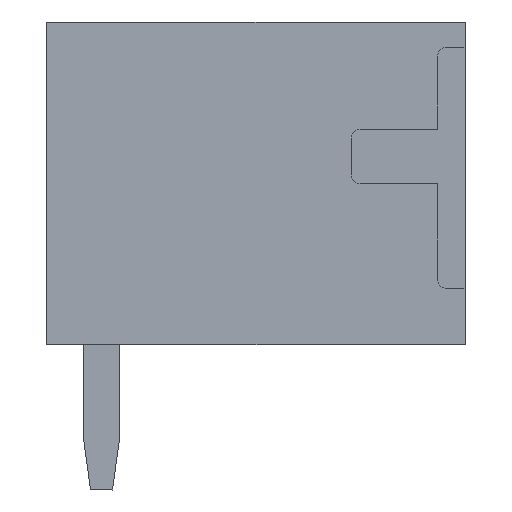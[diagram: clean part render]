
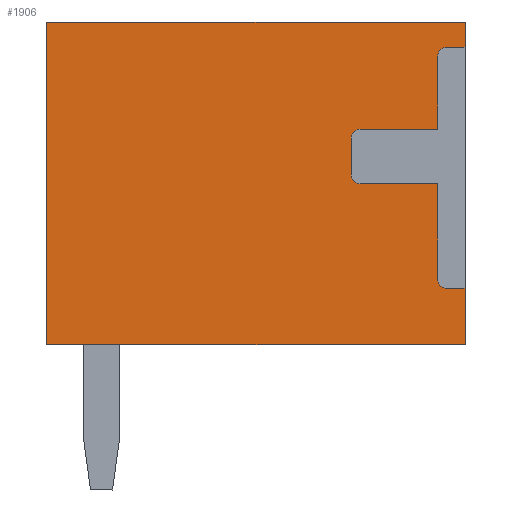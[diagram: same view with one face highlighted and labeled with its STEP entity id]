
A CAD part, left-side view. The second image highlights one B-rep face of the part: STEP entity #1906.
In plain terms, the highlighted planar face has unit normal (-1, 0, 0).
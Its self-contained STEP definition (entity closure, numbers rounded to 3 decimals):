
#1806=AXIS2_PLACEMENT_3D('Plane Axis2P3D',#1803,#1804,#1805) ;
#1822=AXIS2_PLACEMENT_3D('Circle Axis2P3D',#1820,#1821,$) ;
#1843=AXIS2_PLACEMENT_3D('Circle Axis2P3D',#1841,#1842,$) ;
#1857=AXIS2_PLACEMENT_3D('Circle Axis2P3D',#1855,#1856,$) ;
#1878=AXIS2_PLACEMENT_3D('Circle Axis2P3D',#1876,#1877,$) ;
#77=CARTESIAN_POINT('Vertex',(0.3,0.,10.3)) ;
#80=CARTESIAN_POINT('Line Origine',(0.3,0.,10.02)) ;
#84=CARTESIAN_POINT('Vertex',(0.3,0.,9.74)) ;
#105=CARTESIAN_POINT('Vertex',(0.3,0.,4.44)) ;
#108=CARTESIAN_POINT('Line Origine',(0.3,0.,3.82)) ;
#112=CARTESIAN_POINT('Vertex',(0.3,0.,3.2)) ;
#1405=CARTESIAN_POINT('Vertex',(0.3,9.2,10.3)) ;
#1408=CARTESIAN_POINT('Line Origine',(0.3,4.6,10.3)) ;
#1719=CARTESIAN_POINT('Line Origine',(0.3,4.6,3.2)) ;
#1723=CARTESIAN_POINT('Vertex',(0.3,9.2,3.2)) ;
#1803=CARTESIAN_POINT('Axis2P3D Location',(0.3,0.,0.)) ;
#1808=CARTESIAN_POINT('Line Origine',(0.3,9.2,6.75)) ;
#1813=CARTESIAN_POINT('Line Origine',(0.3,0.2,4.44)) ;
#1817=CARTESIAN_POINT('Vertex',(0.3,0.4,4.44)) ;
#1820=CARTESIAN_POINT('Axis2P3D Location',(0.3,0.4,4.64)) ;
#1824=CARTESIAN_POINT('Vertex',(0.3,0.6,4.64)) ;
#1827=CARTESIAN_POINT('Line Origine',(0.3,0.6,5.69)) ;
#1831=CARTESIAN_POINT('Vertex',(0.3,0.6,6.74)) ;
#1834=CARTESIAN_POINT('Line Origine',(0.3,1.45,6.74)) ;
#1838=CARTESIAN_POINT('Vertex',(0.3,2.3,6.74)) ;
#1841=CARTESIAN_POINT('Axis2P3D Location',(0.3,2.3,6.94)) ;
#1845=CARTESIAN_POINT('Vertex',(0.3,2.5,6.94)) ;
#1848=CARTESIAN_POINT('Line Origine',(0.3,2.5,7.34)) ;
#1852=CARTESIAN_POINT('Vertex',(0.3,2.5,7.74)) ;
#1855=CARTESIAN_POINT('Axis2P3D Location',(0.3,2.3,7.74)) ;
#1859=CARTESIAN_POINT('Vertex',(0.3,2.3,7.94)) ;
#1862=CARTESIAN_POINT('Line Origine',(0.3,1.45,7.94)) ;
#1866=CARTESIAN_POINT('Vertex',(0.3,0.6,7.94)) ;
#1869=CARTESIAN_POINT('Line Origine',(0.3,0.6,8.74)) ;
#1873=CARTESIAN_POINT('Vertex',(0.3,0.6,9.54)) ;
#1876=CARTESIAN_POINT('Axis2P3D Location',(0.3,0.4,9.54)) ;
#1880=CARTESIAN_POINT('Vertex',(0.3,0.4,9.74)) ;
#1883=CARTESIAN_POINT('Line Origine',(0.3,0.2,9.74)) ;
#81=DIRECTION('Vector Direction',(0.,0.,-1.)) ;
#109=DIRECTION('Vector Direction',(0.,0.,-1.)) ;
#1409=DIRECTION('Vector Direction',(0.,-1.,0.)) ;
#1720=DIRECTION('Vector Direction',(0.,1.,0.)) ;
#1804=DIRECTION('Axis2P3D Direction',(-1.,0.,0.)) ;
#1805=DIRECTION('Axis2P3D XDirection',(0.,-1.,0.)) ;
#1809=DIRECTION('Vector Direction',(0.,0.,1.)) ;
#1814=DIRECTION('Vector Direction',(0.,-1.,0.)) ;
#1821=DIRECTION('Axis2P3D Direction',(-1.,0.,0.)) ;
#1828=DIRECTION('Vector Direction',(0.,0.,-1.)) ;
#1835=DIRECTION('Vector Direction',(0.,-1.,0.)) ;
#1842=DIRECTION('Axis2P3D Direction',(-1.,0.,0.)) ;
#1849=DIRECTION('Vector Direction',(0.,0.,-1.)) ;
#1856=DIRECTION('Axis2P3D Direction',(-1.,0.,0.)) ;
#1863=DIRECTION('Vector Direction',(0.,1.,0.)) ;
#1870=DIRECTION('Vector Direction',(0.,0.,-1.)) ;
#1877=DIRECTION('Axis2P3D Direction',(-1.,0.,0.)) ;
#1884=DIRECTION('Vector Direction',(0.,1.,0.)) ;
#82=VECTOR('Line Direction',#81,1.) ;
#110=VECTOR('Line Direction',#109,1.) ;
#1410=VECTOR('Line Direction',#1409,1.) ;
#1721=VECTOR('Line Direction',#1720,1.) ;
#1810=VECTOR('Line Direction',#1809,1.) ;
#1815=VECTOR('Line Direction',#1814,1.) ;
#1829=VECTOR('Line Direction',#1828,1.) ;
#1836=VECTOR('Line Direction',#1835,1.) ;
#1850=VECTOR('Line Direction',#1849,1.) ;
#1864=VECTOR('Line Direction',#1863,1.) ;
#1871=VECTOR('Line Direction',#1870,1.) ;
#1885=VECTOR('Line Direction',#1884,1.) ;
#1889=ORIENTED_EDGE('',*,*,#86,.T.) ;
#1890=ORIENTED_EDGE('',*,*,#1412,.T.) ;
#1891=ORIENTED_EDGE('',*,*,#1812,.T.) ;
#1892=ORIENTED_EDGE('',*,*,#1725,.T.) ;
#1893=ORIENTED_EDGE('',*,*,#114,.T.) ;
#1894=ORIENTED_EDGE('',*,*,#1819,.T.) ;
#1895=ORIENTED_EDGE('',*,*,#1826,.T.) ;
#1896=ORIENTED_EDGE('',*,*,#1833,.T.) ;
#1897=ORIENTED_EDGE('',*,*,#1840,.T.) ;
#1898=ORIENTED_EDGE('',*,*,#1847,.T.) ;
#1899=ORIENTED_EDGE('',*,*,#1854,.T.) ;
#1900=ORIENTED_EDGE('',*,*,#1861,.T.) ;
#1901=ORIENTED_EDGE('',*,*,#1868,.T.) ;
#1902=ORIENTED_EDGE('',*,*,#1875,.T.) ;
#1903=ORIENTED_EDGE('',*,*,#1882,.T.) ;
#1904=ORIENTED_EDGE('',*,*,#1887,.T.) ;
#1906=ADVANCED_FACE('HOUSING',(#1905),#1807,.T.) ;
#1823=CIRCLE('generated circle',#1822,0.2) ;
#1844=CIRCLE('generated circle',#1843,0.2) ;
#1858=CIRCLE('generated circle',#1857,0.2) ;
#1879=CIRCLE('generated circle',#1878,0.2) ;
#86=EDGE_CURVE('',#85,#78,#83,.F.) ;
#114=EDGE_CURVE('',#113,#106,#111,.F.) ;
#1412=EDGE_CURVE('',#78,#1406,#1411,.F.) ;
#1725=EDGE_CURVE('',#1724,#113,#1722,.F.) ;
#1812=EDGE_CURVE('',#1406,#1724,#1811,.F.) ;
#1819=EDGE_CURVE('',#106,#1818,#1816,.F.) ;
#1826=EDGE_CURVE('',#1818,#1825,#1823,.F.) ;
#1833=EDGE_CURVE('',#1825,#1832,#1830,.F.) ;
#1840=EDGE_CURVE('',#1832,#1839,#1837,.F.) ;
#1847=EDGE_CURVE('',#1839,#1846,#1844,.F.) ;
#1854=EDGE_CURVE('',#1846,#1853,#1851,.F.) ;
#1861=EDGE_CURVE('',#1853,#1860,#1858,.F.) ;
#1868=EDGE_CURVE('',#1860,#1867,#1865,.F.) ;
#1875=EDGE_CURVE('',#1867,#1874,#1872,.F.) ;
#1882=EDGE_CURVE('',#1874,#1881,#1879,.F.) ;
#1887=EDGE_CURVE('',#1881,#85,#1886,.F.) ;
#1888=EDGE_LOOP('',(#1889,#1890,#1891,#1892,#1893,#1894,#1895,#1896,#1897,#1898,#1899,#1900,#1901,#1902,#1903,#1904)) ;
#1905=FACE_OUTER_BOUND('',#1888,.T.) ;
#83=LINE('Line',#80,#82) ;
#111=LINE('Line',#108,#110) ;
#1411=LINE('Line',#1408,#1410) ;
#1722=LINE('Line',#1719,#1721) ;
#1811=LINE('Line',#1808,#1810) ;
#1816=LINE('Line',#1813,#1815) ;
#1830=LINE('Line',#1827,#1829) ;
#1837=LINE('Line',#1834,#1836) ;
#1851=LINE('Line',#1848,#1850) ;
#1865=LINE('Line',#1862,#1864) ;
#1872=LINE('Line',#1869,#1871) ;
#1886=LINE('Line',#1883,#1885) ;
#1807=PLANE('',#1806) ;
#78=VERTEX_POINT('',#77) ;
#85=VERTEX_POINT('',#84) ;
#106=VERTEX_POINT('',#105) ;
#113=VERTEX_POINT('',#112) ;
#1406=VERTEX_POINT('',#1405) ;
#1724=VERTEX_POINT('',#1723) ;
#1818=VERTEX_POINT('',#1817) ;
#1825=VERTEX_POINT('',#1824) ;
#1832=VERTEX_POINT('',#1831) ;
#1839=VERTEX_POINT('',#1838) ;
#1846=VERTEX_POINT('',#1845) ;
#1853=VERTEX_POINT('',#1852) ;
#1860=VERTEX_POINT('',#1859) ;
#1867=VERTEX_POINT('',#1866) ;
#1874=VERTEX_POINT('',#1873) ;
#1881=VERTEX_POINT('',#1880) ;
